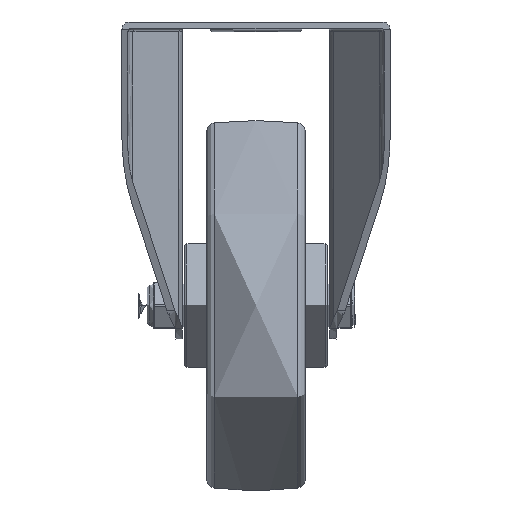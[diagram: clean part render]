
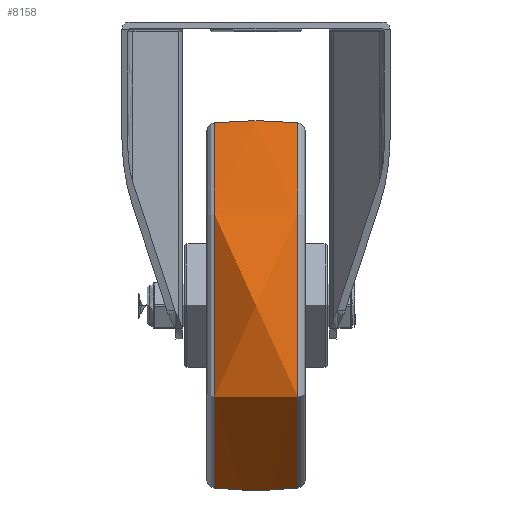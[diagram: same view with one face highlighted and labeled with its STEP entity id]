
A CAD part, left-side view. The second image highlights one B-rep face of the part: STEP entity #8158.
In plain terms, the highlighted free-form (B-spline) face has degree [2, 2] with [3, 9] control points.
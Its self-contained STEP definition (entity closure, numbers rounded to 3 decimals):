
#41=(
BOUNDED_SURFACE()
B_SPLINE_SURFACE(2,2,((#12953,#12954,#12955,#12956,#12957,#12958,#12959,
#12960,#12961),(#12962,#12963,#12964,#12965,#12966,#12967,#12968,#12969,
#12970),(#12971,#12972,#12973,#12974,#12975,#12976,#12977,#12978,#12979)),
 .UNSPECIFIED.,.F.,.T.,.F.)
B_SPLINE_SURFACE_WITH_KNOTS((3,3),(3,2,2,2,3),(-0.105,0.105),
(-3.142,-1.571,0.,1.571,3.142),
 .UNSPECIFIED.)
GEOMETRIC_REPRESENTATION_ITEM()
RATIONAL_B_SPLINE_SURFACE(((1.,0.707,1.,0.707,1.,
0.707,1.,0.707,1.),(0.994,0.703,
0.994,0.703,0.994,0.703,
0.994,0.703,0.994),(1.,0.707,
1.,0.707,1.,0.707,1.,0.707,1.)))
REPRESENTATION_ITEM('')
SURFACE()
);
#928=FACE_OUTER_BOUND('',#1430,.T.);
#1430=EDGE_LOOP('',(#6184,#6185,#6186,#6187));
#3113=CIRCLE('',#8910,74.112);
#3114=CIRCLE('',#8911,160.625);
#3115=CIRCLE('',#8912,74.112);
#3624=VERTEX_POINT('',#12950);
#3625=VERTEX_POINT('',#12980);
#4549=EDGE_CURVE('',#3624,#3624,#3113,.T.);
#4550=EDGE_CURVE('',#3624,#3625,#3114,.T.);
#4551=EDGE_CURVE('',#3625,#3625,#3115,.T.);
#6184=ORIENTED_EDGE('',*,*,#4549,.F.);
#6185=ORIENTED_EDGE('',*,*,#4550,.T.);
#6186=ORIENTED_EDGE('',*,*,#4551,.T.);
#6187=ORIENTED_EDGE('',*,*,#4550,.F.);
#8158=ADVANCED_FACE('',(#928),#41,.F.);
#8910=AXIS2_PLACEMENT_3D('',#12952,#10301,#10302);
#8911=AXIS2_PLACEMENT_3D('',#12981,#10303,#10304);
#8912=AXIS2_PLACEMENT_3D('',#12982,#10305,#10306);
#10301=DIRECTION('center_axis',(0.,1.,0.));
#10302=DIRECTION('ref_axis',(0.,0.,1.));
#10303=DIRECTION('center_axis',(-1.,0.,0.));
#10304=DIRECTION('ref_axis',(0.,0.,
-1.));
#10305=DIRECTION('center_axis',(0.,1.,0.));
#10306=DIRECTION('ref_axis',(0.,0.,1.));
#12950=CARTESIAN_POINT('',(0.,16.868,-74.112));
#12952=CARTESIAN_POINT('Origin',(0.,16.868,0.));
#12953=CARTESIAN_POINT('Ctrl Pts',(0.,-16.868,-74.112));
#12954=CARTESIAN_POINT('Ctrl Pts',(-74.112,-16.868,
-74.112));
#12955=CARTESIAN_POINT('Ctrl Pts',(-74.112,-16.868,
0.));
#12956=CARTESIAN_POINT('Ctrl Pts',(-74.112,-16.868,
74.112));
#12957=CARTESIAN_POINT('Ctrl Pts',(0.,-16.868,74.112));
#12958=CARTESIAN_POINT('Ctrl Pts',(74.112,-16.868,74.112));
#12959=CARTESIAN_POINT('Ctrl Pts',(74.112,-16.868,0.));
#12960=CARTESIAN_POINT('Ctrl Pts',(74.112,-16.868,-74.112));
#12961=CARTESIAN_POINT('Ctrl Pts',(0.,-16.868,-74.112));
#12962=CARTESIAN_POINT('Ctrl Pts',(0.,0.,-75.893));
#12963=CARTESIAN_POINT('Ctrl Pts',(-75.893,0.,
-75.893));
#12964=CARTESIAN_POINT('Ctrl Pts',(-75.893,0.,
0.));
#12965=CARTESIAN_POINT('Ctrl Pts',(-75.893,0.,
75.893));
#12966=CARTESIAN_POINT('Ctrl Pts',(0.,0.,75.893));
#12967=CARTESIAN_POINT('Ctrl Pts',(75.893,0.,
75.893));
#12968=CARTESIAN_POINT('Ctrl Pts',(75.893,0.,
0.));
#12969=CARTESIAN_POINT('Ctrl Pts',(75.893,0.,
-75.893));
#12970=CARTESIAN_POINT('Ctrl Pts',(0.,0.,-75.893));
#12971=CARTESIAN_POINT('Ctrl Pts',(0.,16.868,-74.112));
#12972=CARTESIAN_POINT('Ctrl Pts',(-74.112,16.868,-74.112));
#12973=CARTESIAN_POINT('Ctrl Pts',(-74.112,16.868,0.));
#12974=CARTESIAN_POINT('Ctrl Pts',(-74.112,16.868,74.112));
#12975=CARTESIAN_POINT('Ctrl Pts',(0.,16.868,74.112));
#12976=CARTESIAN_POINT('Ctrl Pts',(74.112,16.868,74.112));
#12977=CARTESIAN_POINT('Ctrl Pts',(74.112,16.868,0.));
#12978=CARTESIAN_POINT('Ctrl Pts',(74.112,16.868,-74.112));
#12979=CARTESIAN_POINT('Ctrl Pts',(0.,16.868,-74.112));
#12980=CARTESIAN_POINT('',(0.,-16.868,-74.112));
#12981=CARTESIAN_POINT('Origin',(0.,0.,
85.625));
#12982=CARTESIAN_POINT('Origin',(0.,-16.868,0.));
